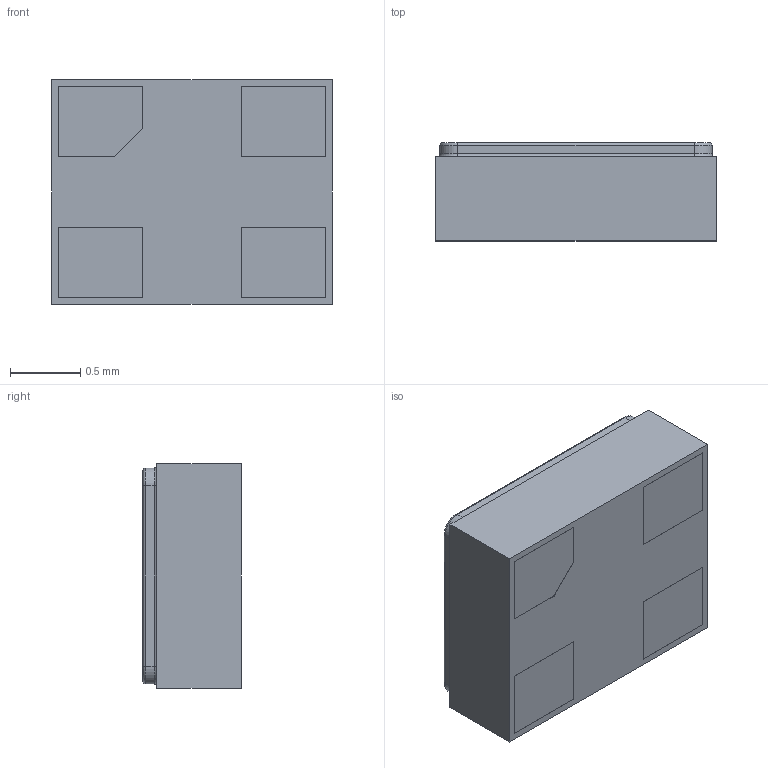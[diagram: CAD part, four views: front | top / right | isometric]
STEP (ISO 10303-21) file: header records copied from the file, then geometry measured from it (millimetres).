
FILE_DESCRIPTION (( 'STEP AP214' ), '1' );
FILE_NAME ('ASAK.STEP', '2018-04-26T10:21:19', ( 'sathurthi' ), ( '' ), 'SwSTEP 2.0', 'SolidWorks 2017', '' );
FILE_SCHEMA (( 'AUTOMOTIVE_DESIGN' ));
Length unit declared in the file: millimetre
Products named in the file (1): ASAK
Bounding box: 2 x 0.7 x 1.6 mm (x, y, z)
Volume: 2.2 mm3; surface area: 13.7 mm2
Topology: 5 solids, 5 shells, 133 faces, 320 edges, 208 vertices
Faces by surface type: plane 98, bspline 15, cylinder 12, torus 8
Entity records: 5078 total; most frequent: CARTESIAN_POINT 1405, ORIENTED_EDGE 640, DIRECTION 560, EDGE_CURVE 320, VECTOR 258, LINE 258, VERTEX_POINT 208, AXIS2_PLACEMENT_3D 151
